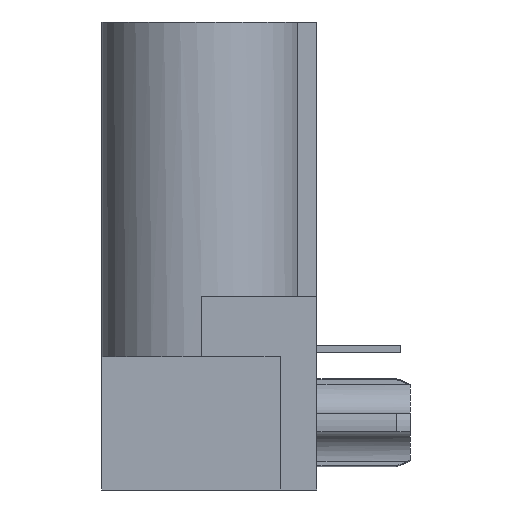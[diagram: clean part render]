
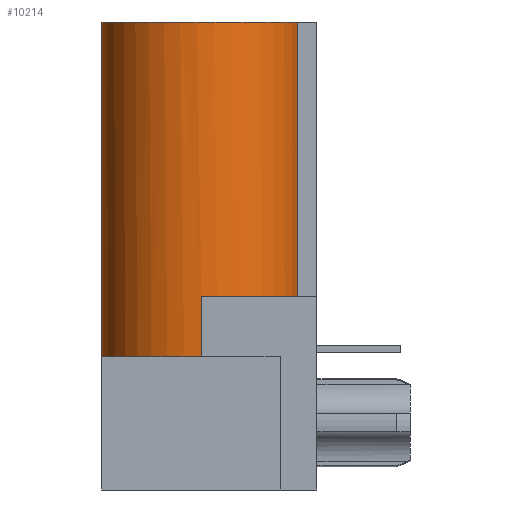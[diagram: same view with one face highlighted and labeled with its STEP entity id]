
A CAD part, left-side view. The second image highlights one B-rep face of the part: STEP entity #10214.
In plain terms, the highlighted cylindrical face has radius 3.47 mm (diameter 6.94 mm), a partial arc.
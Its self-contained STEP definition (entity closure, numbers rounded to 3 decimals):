
#305=CARTESIAN_POINT('',(-18.36,-0.08,-1.4));
#306=DIRECTION('',(0.,0.,-1.));
#307=DIRECTION('',(-0.254,-0.967,0.));
#308=AXIS2_PLACEMENT_3D('',#305,#306,#307);
#323=DIRECTION('',(0.,0.,1.));
#324=VECTOR('',#323,2.11);
#325=CARTESIAN_POINT('',(-21.83,-0.08,-3.51));
#326=LINE('',#325,#324);
#343=DIRECTION('',(0.,0.,1.));
#344=VECTOR('',#343,11.65);
#345=CARTESIAN_POINT('',(-18.36,3.39,-3.51));
#346=LINE('',#345,#344);
#347=DIRECTION('',(0.,0.,-1.));
#348=VECTOR('',#347,9.54);
#349=CARTESIAN_POINT('',(-19.24,-3.437,8.14));
#350=LINE('',#349,#348);
#360=CARTESIAN_POINT('',(-18.36,-0.08,-3.51));
#361=DIRECTION('',(0.,0.,1.));
#362=DIRECTION('',(0.,1.,0.));
#363=AXIS2_PLACEMENT_3D('',#360,#361,#362);
#439=CARTESIAN_POINT('',(-18.36,-0.08,8.14));
#440=DIRECTION('',(0.,0.,-1.));
#441=DIRECTION('',(-0.254,-0.967,0.));
#442=AXIS2_PLACEMENT_3D('',#439,#440,#441);
#8519=CARTESIAN_POINT('',(-19.24,-3.437,8.14));
#8520=CARTESIAN_POINT('',(-18.36,3.39,8.14));
#8521=VERTEX_POINT('',#8519);
#8522=VERTEX_POINT('',#8520);
#8529=CARTESIAN_POINT('',(-19.24,-3.437,-1.4));
#8530=VERTEX_POINT('',#8529);
#8555=CARTESIAN_POINT('',(-21.83,-0.08,-3.51));
#8556=CARTESIAN_POINT('',(-21.83,-0.08,-1.4));
#8557=VERTEX_POINT('',#8555);
#8558=VERTEX_POINT('',#8556);
#8569=CARTESIAN_POINT('',(-18.36,3.39,-3.51));
#8570=VERTEX_POINT('',#8569);
#10197=CARTESIAN_POINT('',(-18.36,-0.08,8.14));
#10198=DIRECTION('',(0.,0.,1.));
#10199=DIRECTION('',(1.,0.,0.));
#10200=AXIS2_PLACEMENT_3D('',#10197,#10198,#10199);
#10201=CYLINDRICAL_SURFACE('',#10200,3.47);
#10202=ORIENTED_EDGE('',*,*,#10156,.T.);
#10203=ORIENTED_EDGE('',*,*,#10184,.F.);
#10205=ORIENTED_EDGE('',*,*,#10204,.F.);
#10207=ORIENTED_EDGE('',*,*,#10206,.T.);
#10209=ORIENTED_EDGE('',*,*,#10208,.F.);
#10211=ORIENTED_EDGE('',*,*,#10210,.T.);
#10212=EDGE_LOOP('',(#10202,#10203,#10205,#10207,#10209,#10211));
#10213=FACE_OUTER_BOUND('',#10212,.F.);
#10214=ADVANCED_FACE('',(#10213),#10201,.T.);
#309=CIRCLE('',#308,3.47);
#364=CIRCLE('',#363,3.47);
#443=CIRCLE('',#442,3.47);
#10156=EDGE_CURVE('',#8530,#8558,#309,.T.);
#10184=EDGE_CURVE('',#8557,#8558,#326,.T.);
#10204=EDGE_CURVE('',#8570,#8557,#364,.T.);
#10206=EDGE_CURVE('',#8570,#8522,#346,.T.);
#10208=EDGE_CURVE('',#8521,#8522,#443,.T.);
#10210=EDGE_CURVE('',#8521,#8530,#350,.T.);
